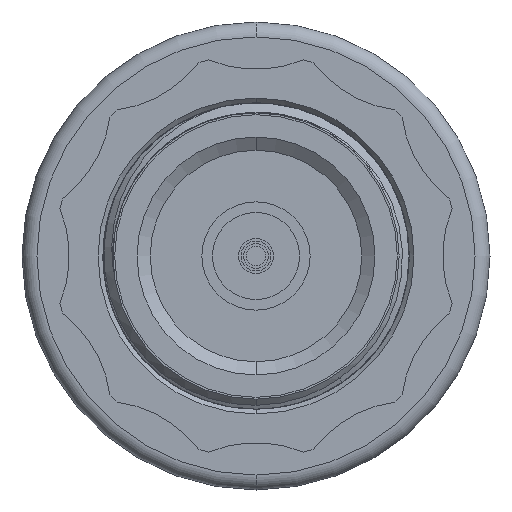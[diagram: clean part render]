
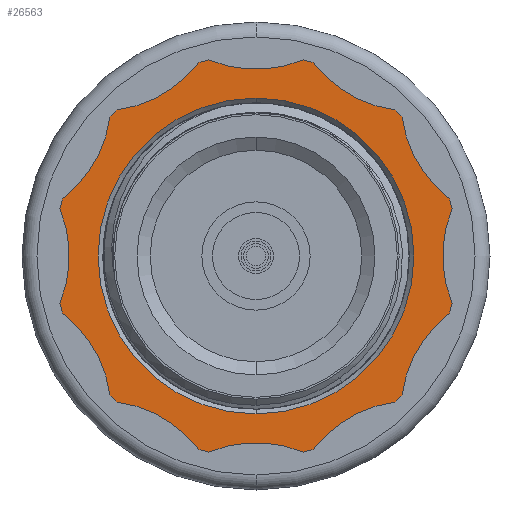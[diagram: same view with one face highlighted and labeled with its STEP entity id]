
A CAD part, front view. The second image highlights one B-rep face of the part: STEP entity #26563.
In plain terms, the highlighted face is planar.
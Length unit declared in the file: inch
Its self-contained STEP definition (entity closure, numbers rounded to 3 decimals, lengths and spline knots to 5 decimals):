
#25028=CARTESIAN_POINT('',(0.28,1.25,0.));
#25029=DIRECTION('',(1.,0.,0.));
#25030=DIRECTION('',(0.,-0.925,0.38));
#25031=AXIS2_PLACEMENT_3D('',#25028,#25029,#25030);
#25033=CARTESIAN_POINT('',(0.28,1.08253,-0.625));
#25034=DIRECTION('',(1.,0.,0.));
#25035=DIRECTION('',(0.,-0.611,0.791));
#25036=AXIS2_PLACEMENT_3D('',#25033,#25034,#25035);
#25038=CARTESIAN_POINT('',(0.28,0.625,-1.08253));
#25039=DIRECTION('',(1.,0.,0.));
#25040=DIRECTION('',(0.,-0.134,0.991));
#25041=AXIS2_PLACEMENT_3D('',#25038,#25039,#25040);
#25043=CARTESIAN_POINT('',(0.28,0.,-1.25));
#25044=DIRECTION('',(1.,0.,0.));
#25045=DIRECTION('',(0.,0.38,0.925));
#25046=AXIS2_PLACEMENT_3D('',#25043,#25044,#25045);
#25048=CARTESIAN_POINT('',(0.28,-0.625,-1.08253));
#25049=DIRECTION('',(1.,0.,0.));
#25050=DIRECTION('',(0.,0.791,0.611));
#25051=AXIS2_PLACEMENT_3D('',#25048,#25049,#25050);
#25053=CARTESIAN_POINT('',(0.28,-1.08253,-0.625));
#25054=DIRECTION('',(1.,0.,0.));
#25055=DIRECTION('',(0.,0.991,0.134));
#25056=AXIS2_PLACEMENT_3D('',#25053,#25054,#25055);
#25058=CARTESIAN_POINT('',(0.28,-1.25,0.));
#25059=DIRECTION('',(1.,0.,0.));
#25060=DIRECTION('',(0.,0.925,-0.38));
#25061=AXIS2_PLACEMENT_3D('',#25058,#25059,#25060);
#25063=CARTESIAN_POINT('',(0.28,-1.08253,0.625));
#25064=DIRECTION('',(1.,0.,0.));
#25065=DIRECTION('',(0.,0.611,-0.791));
#25066=AXIS2_PLACEMENT_3D('',#25063,#25064,#25065);
#25068=CARTESIAN_POINT('',(0.28,-0.625,1.08253));
#25069=DIRECTION('',(1.,0.,0.));
#25070=DIRECTION('',(0.,0.134,-0.991));
#25071=AXIS2_PLACEMENT_3D('',#25068,#25069,#25070);
#25073=CARTESIAN_POINT('',(0.28,0.,1.25));
#25074=DIRECTION('',(1.,0.,0.));
#25075=DIRECTION('',(0.,-0.38,-0.925));
#25076=AXIS2_PLACEMENT_3D('',#25073,#25074,#25075);
#25078=CARTESIAN_POINT('',(0.28,0.625,1.08253));
#25079=DIRECTION('',(1.,0.,0.));
#25080=DIRECTION('',(0.,-0.791,-0.611));
#25081=AXIS2_PLACEMENT_3D('',#25078,#25079,#25080);
#25083=CARTESIAN_POINT('',(0.28,1.08253,0.625));
#25084=DIRECTION('',(1.,0.,0.));
#25085=DIRECTION('',(0.,-0.991,-0.134));
#25086=AXIS2_PLACEMENT_3D('',#25083,#25084,#25085);
#25097=CARTESIAN_POINT('',(0.28,0.,0.));
#25098=DIRECTION('',(-1.,0.,0.));
#25099=DIRECTION('',(0.,0.,-1.));
#25100=AXIS2_PLACEMENT_3D('',#25097,#25098,#25099);
#25245=CARTESIAN_POINT('',(0.28,0.,0.));
#25246=DIRECTION('',(-1.,0.,0.));
#25247=DIRECTION('',(0.,0.,1.));
#25248=AXIS2_PLACEMENT_3D('',#25245,#25246,#25247);
#25980=CARTESIAN_POINT('',(0.28,0.,0.));
#25981=DIRECTION('',(1.,0.,0.));
#25982=DIRECTION('',(0.,0.959,-0.283));
#25983=AXIS2_PLACEMENT_3D('',#25980,#25981,#25982);
#25998=CARTESIAN_POINT('',(0.28,0.,0.));
#25999=DIRECTION('',(1.,0.,0.));
#26000=DIRECTION('',(0.,0.972,0.234));
#26001=AXIS2_PLACEMENT_3D('',#25998,#25999,#26000);
#26020=CARTESIAN_POINT('',(0.28,0.,0.));
#26021=DIRECTION('',(1.,0.,0.));
#26022=DIRECTION('',(0.,0.689,-0.725));
#26023=AXIS2_PLACEMENT_3D('',#26020,#26021,#26022);
#26034=CARTESIAN_POINT('',(0.28,0.,0.));
#26035=DIRECTION('',(1.,0.,0.));
#26036=DIRECTION('',(0.,0.725,0.689));
#26037=AXIS2_PLACEMENT_3D('',#26034,#26035,#26036);
#26052=CARTESIAN_POINT('',(0.28,0.,0.));
#26053=DIRECTION('',(1.,0.,0.));
#26054=DIRECTION('',(0.,0.283,0.959));
#26055=AXIS2_PLACEMENT_3D('',#26052,#26053,#26054);
#26070=CARTESIAN_POINT('',(0.28,0.,0.));
#26071=DIRECTION('',(1.,0.,0.));
#26072=DIRECTION('',(0.,-0.234,0.972));
#26073=AXIS2_PLACEMENT_3D('',#26070,#26071,#26072);
#26088=CARTESIAN_POINT('',(0.28,0.,0.));
#26089=DIRECTION('',(1.,0.,0.));
#26090=DIRECTION('',(0.,-0.689,0.725));
#26091=AXIS2_PLACEMENT_3D('',#26088,#26089,#26090);
#26106=CARTESIAN_POINT('',(0.28,0.,0.));
#26107=DIRECTION('',(1.,0.,0.));
#26108=DIRECTION('',(0.,-0.959,0.283));
#26109=AXIS2_PLACEMENT_3D('',#26106,#26107,#26108);
#26124=CARTESIAN_POINT('',(0.28,0.,0.));
#26125=DIRECTION('',(1.,0.,0.));
#26126=DIRECTION('',(0.,-0.972,-0.234));
#26127=AXIS2_PLACEMENT_3D('',#26124,#26125,#26126);
#26142=CARTESIAN_POINT('',(0.28,0.,0.));
#26143=DIRECTION('',(1.,0.,0.));
#26144=DIRECTION('',(0.,-0.725,-0.689));
#26145=AXIS2_PLACEMENT_3D('',#26142,#26143,#26144);
#26160=CARTESIAN_POINT('',(0.28,0.,0.));
#26161=DIRECTION('',(1.,0.,0.));
#26162=DIRECTION('',(0.,-0.283,-0.959));
#26163=AXIS2_PLACEMENT_3D('',#26160,#26161,#26162);
#26178=CARTESIAN_POINT('',(0.28,0.,0.));
#26179=DIRECTION('',(1.,0.,0.));
#26180=DIRECTION('',(0.,0.234,-0.972));
#26181=AXIS2_PLACEMENT_3D('',#26178,#26179,#26180);
#26343=CARTESIAN_POINT('',(0.28,0.77686,-0.22932));
#26344=CARTESIAN_POINT('',(0.28,0.58702,-0.55812));
#26345=VERTEX_POINT('',#26343);
#26346=VERTEX_POINT('',#26344);
#26347=CARTESIAN_POINT('',(0.28,0.,0.6345));
#26348=CARTESIAN_POINT('',(0.28,0.,-0.6345));
#26349=VERTEX_POINT('',#26347);
#26350=VERTEX_POINT('',#26348);
#26420=CARTESIAN_POINT('',(0.28,0.55812,-0.58702));
#26421=CARTESIAN_POINT('',(0.28,0.22932,-0.77686));
#26422=VERTEX_POINT('',#26420);
#26423=VERTEX_POINT('',#26421);
#26424=CARTESIAN_POINT('',(0.28,0.18984,-0.78744));
#26425=CARTESIAN_POINT('',(0.28,-0.18984,-0.78744));
#26426=VERTEX_POINT('',#26424);
#26427=VERTEX_POINT('',#26425);
#26428=CARTESIAN_POINT('',(0.28,-0.22932,-0.77686));
#26429=CARTESIAN_POINT('',(0.28,-0.55812,-0.58702));
#26430=VERTEX_POINT('',#26428);
#26431=VERTEX_POINT('',#26429);
#26432=CARTESIAN_POINT('',(0.28,-0.58702,-0.55812));
#26433=CARTESIAN_POINT('',(0.28,-0.77686,-0.22932));
#26434=VERTEX_POINT('',#26432);
#26435=VERTEX_POINT('',#26433);
#26436=CARTESIAN_POINT('',(0.28,-0.78744,-0.18984));
#26437=CARTESIAN_POINT('',(0.28,-0.78744,0.18984));
#26438=VERTEX_POINT('',#26436);
#26439=VERTEX_POINT('',#26437);
#26440=CARTESIAN_POINT('',(0.28,-0.77686,0.22932));
#26441=CARTESIAN_POINT('',(0.28,-0.58702,0.55812));
#26442=VERTEX_POINT('',#26440);
#26443=VERTEX_POINT('',#26441);
#26444=CARTESIAN_POINT('',(0.28,-0.55812,0.58702));
#26445=CARTESIAN_POINT('',(0.28,-0.22932,0.77686));
#26446=VERTEX_POINT('',#26444);
#26447=VERTEX_POINT('',#26445);
#26448=CARTESIAN_POINT('',(0.28,-0.18984,0.78744));
#26449=CARTESIAN_POINT('',(0.28,0.18984,0.78744));
#26450=VERTEX_POINT('',#26448);
#26451=VERTEX_POINT('',#26449);
#26452=CARTESIAN_POINT('',(0.28,0.22932,0.77686));
#26453=CARTESIAN_POINT('',(0.28,0.55812,0.58702));
#26454=VERTEX_POINT('',#26452);
#26455=VERTEX_POINT('',#26453);
#26456=CARTESIAN_POINT('',(0.28,0.58702,0.55812));
#26457=CARTESIAN_POINT('',(0.28,0.77686,0.22932));
#26458=VERTEX_POINT('',#26456);
#26459=VERTEX_POINT('',#26457);
#26460=CARTESIAN_POINT('',(0.28,0.78744,0.18984));
#26461=CARTESIAN_POINT('',(0.28,0.78744,-0.18984));
#26462=VERTEX_POINT('',#26460);
#26463=VERTEX_POINT('',#26461);
#26502=CARTESIAN_POINT('',(0.28,0.,0.));
#26503=DIRECTION('',(1.,0.,0.));
#26504=DIRECTION('',(0.,0.,-1.));
#26505=AXIS2_PLACEMENT_3D('',#26502,#26503,#26504);
#26506=PLANE('',#26505);
#26508=ORIENTED_EDGE('',*,*,#26507,.T.);
#26510=ORIENTED_EDGE('',*,*,#26509,.F.);
#26512=ORIENTED_EDGE('',*,*,#26511,.T.);
#26514=ORIENTED_EDGE('',*,*,#26513,.F.);
#26516=ORIENTED_EDGE('',*,*,#26515,.T.);
#26518=ORIENTED_EDGE('',*,*,#26517,.F.);
#26520=ORIENTED_EDGE('',*,*,#26519,.T.);
#26522=ORIENTED_EDGE('',*,*,#26521,.F.);
#26524=ORIENTED_EDGE('',*,*,#26523,.T.);
#26526=ORIENTED_EDGE('',*,*,#26525,.F.);
#26528=ORIENTED_EDGE('',*,*,#26527,.T.);
#26530=ORIENTED_EDGE('',*,*,#26529,.F.);
#26532=ORIENTED_EDGE('',*,*,#26531,.T.);
#26534=ORIENTED_EDGE('',*,*,#26533,.F.);
#26536=ORIENTED_EDGE('',*,*,#26535,.T.);
#26538=ORIENTED_EDGE('',*,*,#26537,.F.);
#26540=ORIENTED_EDGE('',*,*,#26539,.T.);
#26542=ORIENTED_EDGE('',*,*,#26541,.F.);
#26544=ORIENTED_EDGE('',*,*,#26543,.T.);
#26546=ORIENTED_EDGE('',*,*,#26545,.F.);
#26548=ORIENTED_EDGE('',*,*,#26547,.T.);
#26550=ORIENTED_EDGE('',*,*,#26549,.F.);
#26552=ORIENTED_EDGE('',*,*,#26551,.T.);
#26554=ORIENTED_EDGE('',*,*,#26553,.F.);
#26555=EDGE_LOOP('',(#26508,#26510,#26512,#26514,#26516,#26518,#26520,#26522,
#26524,#26526,#26528,#26530,#26532,#26534,#26536,#26538,#26540,#26542,#26544,
#26546,#26548,#26550,#26552,#26554));
#26556=FACE_OUTER_BOUND('',#26555,.F.);
#26558=ORIENTED_EDGE('',*,*,#26557,.F.);
#26560=ORIENTED_EDGE('',*,*,#26559,.F.);
#26561=EDGE_LOOP('',(#26558,#26560));
#26562=FACE_BOUND('',#26561,.F.);
#26563=ADVANCED_FACE('',(#26556,#26562),#26506,.T.);
#25032=CIRCLE('',#25031,0.5);
#25037=CIRCLE('',#25036,0.5);
#25042=CIRCLE('',#25041,0.5);
#25047=CIRCLE('',#25046,0.5);
#25052=CIRCLE('',#25051,0.5);
#25057=CIRCLE('',#25056,0.5);
#25062=CIRCLE('',#25061,0.5);
#25067=CIRCLE('',#25066,0.5);
#25072=CIRCLE('',#25071,0.5);
#25077=CIRCLE('',#25076,0.5);
#25082=CIRCLE('',#25081,0.5);
#25087=CIRCLE('',#25086,0.5);
#25101=CIRCLE('',#25100,0.6345);
#25249=CIRCLE('',#25248,0.6345);
#25984=CIRCLE('',#25983,0.81);
#26002=CIRCLE('',#26001,0.81);
#26024=CIRCLE('',#26023,0.81);
#26038=CIRCLE('',#26037,0.81);
#26056=CIRCLE('',#26055,0.81);
#26074=CIRCLE('',#26073,0.81);
#26092=CIRCLE('',#26091,0.81);
#26110=CIRCLE('',#26109,0.81);
#26128=CIRCLE('',#26127,0.81);
#26146=CIRCLE('',#26145,0.81);
#26164=CIRCLE('',#26163,0.81);
#26182=CIRCLE('',#26181,0.81);
#26507=EDGE_CURVE('',#26462,#26463,#25032,.T.);
#26509=EDGE_CURVE('',#26345,#26463,#25984,.T.);
#26511=EDGE_CURVE('',#26345,#26346,#25037,.T.);
#26513=EDGE_CURVE('',#26422,#26346,#26024,.T.);
#26515=EDGE_CURVE('',#26422,#26423,#25042,.T.);
#26517=EDGE_CURVE('',#26426,#26423,#26182,.T.);
#26519=EDGE_CURVE('',#26426,#26427,#25047,.T.);
#26521=EDGE_CURVE('',#26430,#26427,#26164,.T.);
#26523=EDGE_CURVE('',#26430,#26431,#25052,.T.);
#26525=EDGE_CURVE('',#26434,#26431,#26146,.T.);
#26527=EDGE_CURVE('',#26434,#26435,#25057,.T.);
#26529=EDGE_CURVE('',#26438,#26435,#26128,.T.);
#26531=EDGE_CURVE('',#26438,#26439,#25062,.T.);
#26533=EDGE_CURVE('',#26442,#26439,#26110,.T.);
#26535=EDGE_CURVE('',#26442,#26443,#25067,.T.);
#26537=EDGE_CURVE('',#26446,#26443,#26092,.T.);
#26539=EDGE_CURVE('',#26446,#26447,#25072,.T.);
#26541=EDGE_CURVE('',#26450,#26447,#26074,.T.);
#26543=EDGE_CURVE('',#26450,#26451,#25077,.T.);
#26545=EDGE_CURVE('',#26454,#26451,#26056,.T.);
#26547=EDGE_CURVE('',#26454,#26455,#25082,.T.);
#26549=EDGE_CURVE('',#26458,#26455,#26038,.T.);
#26551=EDGE_CURVE('',#26458,#26459,#25087,.T.);
#26553=EDGE_CURVE('',#26462,#26459,#26002,.T.);
#26557=EDGE_CURVE('',#26350,#26349,#25101,.T.);
#26559=EDGE_CURVE('',#26349,#26350,#25249,.T.);
